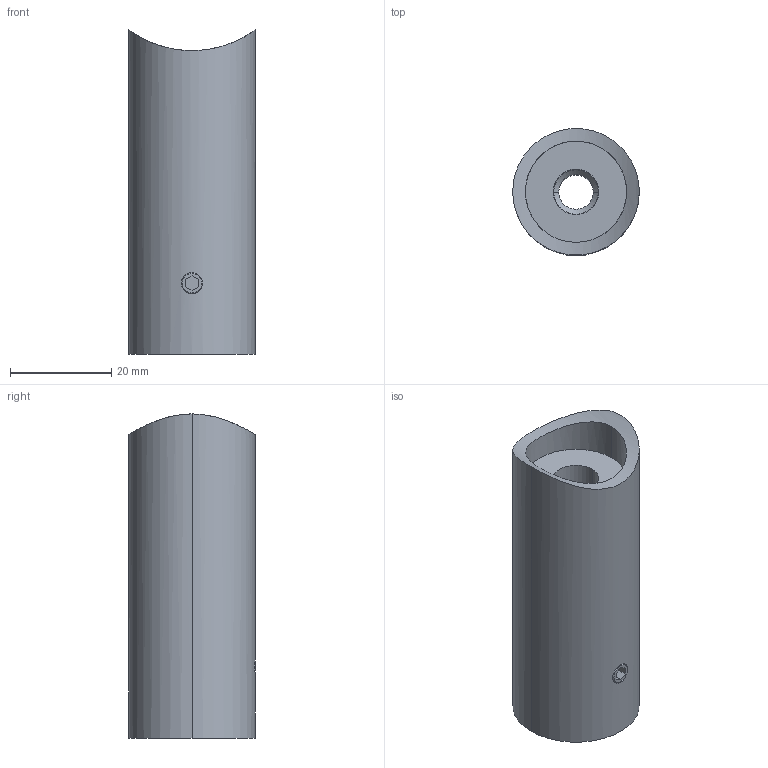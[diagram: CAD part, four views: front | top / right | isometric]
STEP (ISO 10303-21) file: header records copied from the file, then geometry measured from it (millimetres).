
FILE_DESCRIPTION (( 'STEP AP203' ), '1' );
FILE_NAME ('51180-240-42.STEP', '2018-06-05T13:56:38', ( '' ), ( '' ), 'SwSTEP 2.0', 'SolidWorks 2015', '' );
FILE_SCHEMA (( 'CONFIG_CONTROL_DESIGN' ));
Length unit declared in the file: millimetre
Products named in the file (4): 5x180-240-xx Konfig Teil1_51180-240-42 Teil1; 51180-240-42; DIN914_DIN 914 M5x5; 5x180-240-xx Konfig Teil2_5x180-240-xx Teil2
Assembly tree (3 placements, depth 2):
  51180-240-42
    5x180-240-xx Konfig Teil1_51180-240-42 Teil1
    5x180-240-xx Konfig Teil2_5x180-240-xx Teil2
    DIN914_DIN 914 M5x5
Bounding box: 25 x 25 x 64.08 mm (x, y, z)
Volume: 21244.8 mm3; surface area: 10974.8 mm2
Topology: 3 solids, 3 shells, 307 faces, 793 edges, 516 vertices
Faces by surface type: plane 136, bspline 103, cylinder 54, cone 14
Entity records: 14363 total; most frequent: CARTESIAN_POINT 7137, ORIENTED_EDGE 1586, DIRECTION 1113, EDGE_CURVE 793, VERTEX_POINT 516, VECTOR 401, LINE 401, AXIS2_PLACEMENT_3D 356
